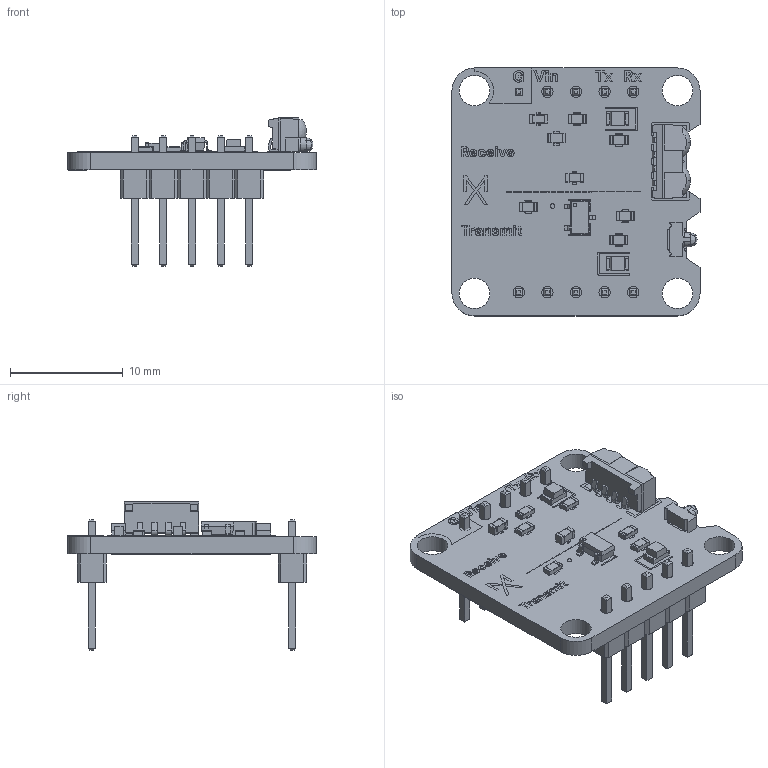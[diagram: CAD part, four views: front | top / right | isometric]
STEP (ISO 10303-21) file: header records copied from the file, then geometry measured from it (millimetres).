
FILE_DESCRIPTION(('KiCad electronic assembly'),'2;1');
FILE_NAME('AX22-0040.step','2025-12-08T20:14:04',('Pcbnew'),('Kicad'), 'Open CASCADE STEP processor 7.8','KiCad to STEP converter','Unknown' );
FILE_SCHEMA(('AUTOMOTIVE_DESIGN { 1 0 10303 214 1 1 1 1 }'));
Length unit declared in the file: millimetre
Products named in the file (10): AX22-0040 1; R_0603_1608Metric; EVERLIGHT IR26-61C_L302_TR8; C_0603_1608Metric; LED_0805_2012Metric; PinHeader_1x05_P2.54mm_Vertical; IRM-V838M3_TR1; AO3402; AX22_IR-Transceiver_silkscreen; AX22_IR-Transceiver_PCB
Assembly tree (17 placements, depth 2):
  AX22-0040 1
    R_0603_1608Metric  x6
    EVERLIGHT IR26-61C_L302_TR8
    C_0603_1608Metric  x2
    LED_0805_2012Metric  x2
    PinHeader_1x05_P2.54mm_Vertical  x2
    IRM-V838M3_TR1
    AO3402
    AX22_IR-Transceiver_silkscreen
    AX22_IR-Transceiver_PCB
Bounding box: 22 x 22 x 13.14 mm (x, y, z)
Volume: 924 mm3; surface area: 1873.3 mm2
Topology: 25 solids, 130 shells, 860 faces, 3569 edges, 2891 vertices
Faces by surface type: plane 710, cylinder 138, bspline 6, sphere 4, torus 2
Full cylindrical faces by diameter (mm): 1 x10, 2.7 x4
Entity records: 31446 total; most frequent: CARTESIAN_POINT 6823, DIRECTION 4271, ORIENTED_EDGE 3791, EDGE_CURVE 2728, VERTEX_POINT 2353, LINE 2233, VECTOR 2233, AXIS2_PLACEMENT_3D 1019
